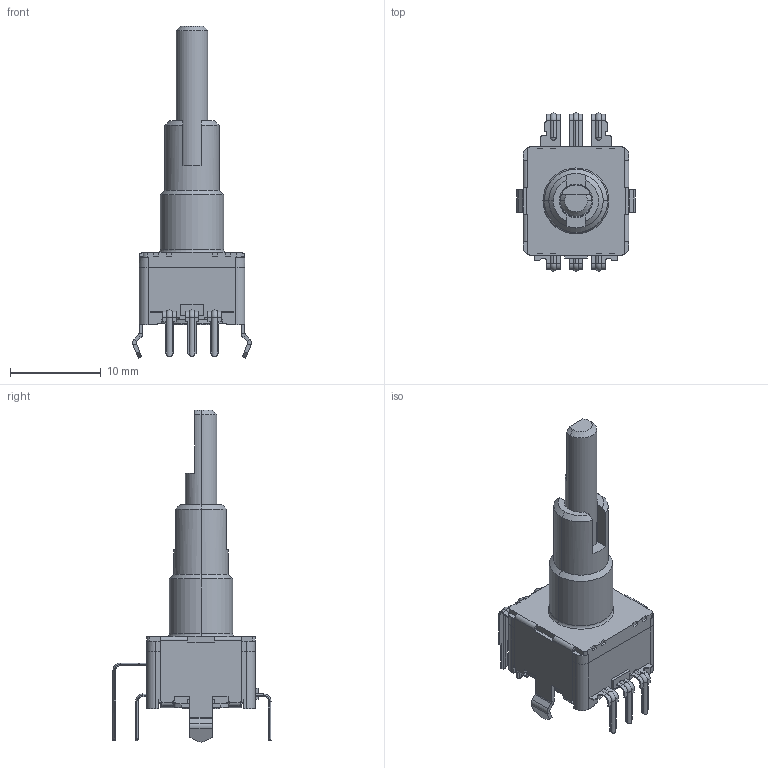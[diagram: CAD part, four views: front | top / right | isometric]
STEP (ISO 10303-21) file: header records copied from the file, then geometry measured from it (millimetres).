
FILE_DESCRIPTION (( 'STEP AP214' ), '1' );
FILE_NAME ('EC11EBB24C03.STEP', '2013-01-19T05:53:19', ( '' ), ( '' ), 'SwSTEP 2.0', 'SolidWorks 2012', '' );
FILE_SCHEMA (( 'AUTOMOTIVE_DESIGN' ));
Length unit declared in the file: millimetre
Products named in the file (1): EC11EBB24C03
Bounding box: 13.1 x 17.45 x 36.65 mm (x, y, z)
Volume: 1589.8 mm3; surface area: 1759 mm2
Topology: 1 solids, 1 shells, 803 faces, 2022 edges, 1241 vertices
Faces by surface type: plane 540, cylinder 217, torus 22, cone 16, bspline 8
Entity records: 31554 total; most frequent: CARTESIAN_POINT 4481, ORIENTED_EDGE 4036, DIRECTION 3950, EDGE_CURVE 2018, VECTOR 1514, LINE 1514, VERTEX_POINT 1241, AXIS2_PLACEMENT_3D 1218
